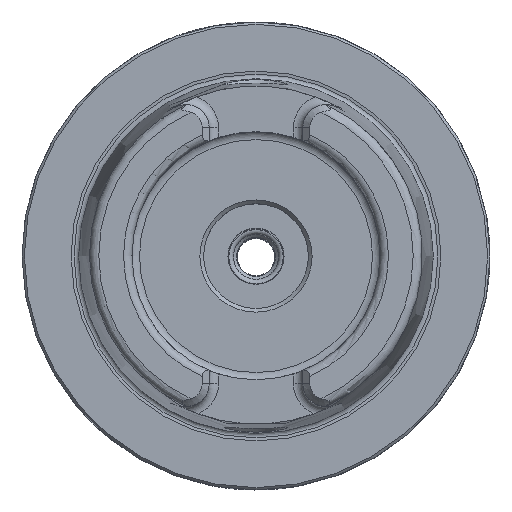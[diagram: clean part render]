
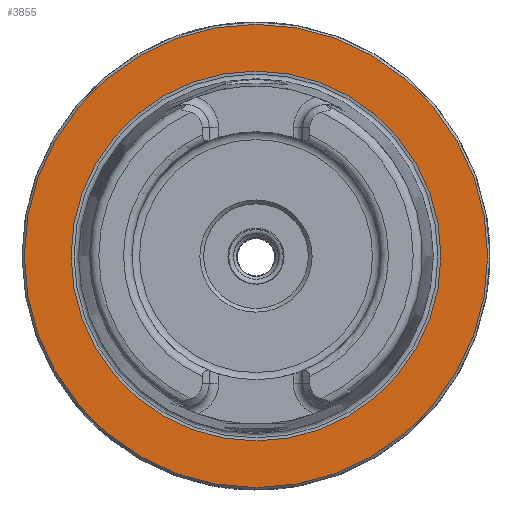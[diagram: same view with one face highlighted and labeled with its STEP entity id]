
A CAD part, top view. The second image highlights one B-rep face of the part: STEP entity #3855.
In plain terms, the highlighted planar face has unit normal (0, 0, 1).
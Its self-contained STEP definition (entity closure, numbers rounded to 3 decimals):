
#634=ORIENTED_EDGE('',*,*,#1173,.F.);
#635=ORIENTED_EDGE('',*,*,#1170,.T.);
#1170=EDGE_CURVE('',#1462,#1462,#1685,.T.);
#1173=EDGE_CURVE('',#1465,#1465,#1688,.T.);
#1462=VERTEX_POINT('',#5590);
#1465=VERTEX_POINT('',#5599);
#1685=CIRCLE('',#4108,49.5);
#1688=CIRCLE('',#4114,39.511);
#1881=EDGE_LOOP('',(#634));
#1882=EDGE_LOOP('',(#635));
#2187=FACE_BOUND('',#1881,.T.);
#2188=FACE_BOUND('',#1882,.T.);
#2446=PLANE('',#4113);
#3855=ADVANCED_FACE('',(#2187,#2188),#2446,.T.);
#4108=AXIS2_PLACEMENT_3D('',#5589,#4645,#4646);
#4113=AXIS2_PLACEMENT_3D('',#5597,#4655,#4656);
#4114=AXIS2_PLACEMENT_3D('',#5598,#4657,#4658);
#4645=DIRECTION('',(0.,0.,1.));
#4646=DIRECTION('',(1.,0.,0.));
#4655=DIRECTION('',(0.,0.,1.));
#4656=DIRECTION('',(1.,0.,0.));
#4657=DIRECTION('',(0.,0.,1.));
#4658=DIRECTION('',(1.,0.,0.));
#5589=CARTESIAN_POINT('',(0.,0.,0.));
#5590=CARTESIAN_POINT('',(49.5,0.,0.));
#5597=CARTESIAN_POINT('',(49.5,0.,0.));
#5598=CARTESIAN_POINT('',(0.,0.,0.));
#5599=CARTESIAN_POINT('',(39.511,0.,0.));
